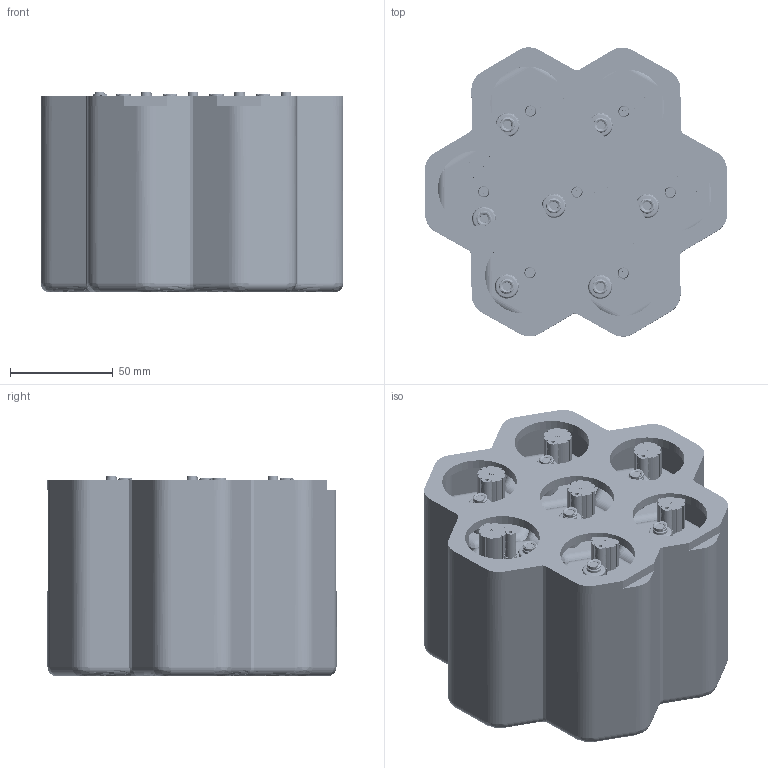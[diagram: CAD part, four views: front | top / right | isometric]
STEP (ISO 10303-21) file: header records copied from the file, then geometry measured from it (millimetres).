
FILE_DESCRIPTION(('FreeCAD Model'),'2;1');
FILE_NAME('Open CASCADE Shape Model','2025-04-26T19:45:41',('FreeCAD'),( 'FreeCAD'),'Open CASCADE STEP processor 7.6','FreeCAD','Unknown');
FILE_SCHEMA(('AUTOMOTIVE_DESIGN { 1 0 10303 214 1 1 1 1 }'));
Products named in the file (1): Open CASCADE STEP translator 7.6 1
Bounding box: 147.35 x 140.63 x 97.64 mm (x, y, z)
Volume: 1005647 mm3; surface area: 310203.2 mm2
Topology: 51 solids, 51 shells, 5337 faces, 14938 edges, 9501 vertices
Faces by surface type: bspline 5337
Entity records: 306950 total; most frequent: CARTESIAN_POINT 222833, ORIENTED_EDGE 29764, EDGE_CURVE 14882, B_SPLINE_CURVE_WITH_KNOTS 10198, VERTEX_POINT 9501, FACE_BOUND 6269, EDGE_LOOP 6269, ADVANCED_FACE 5337
